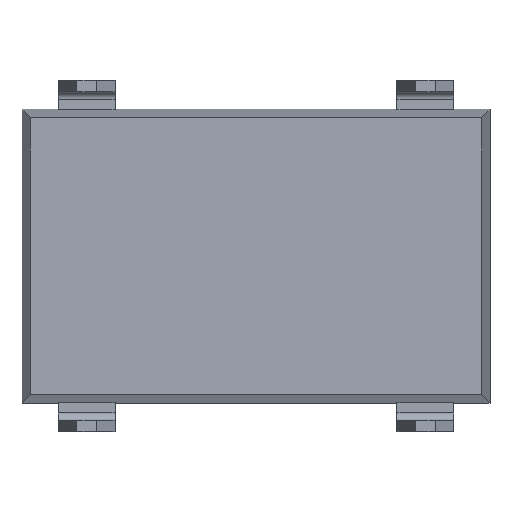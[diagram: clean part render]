
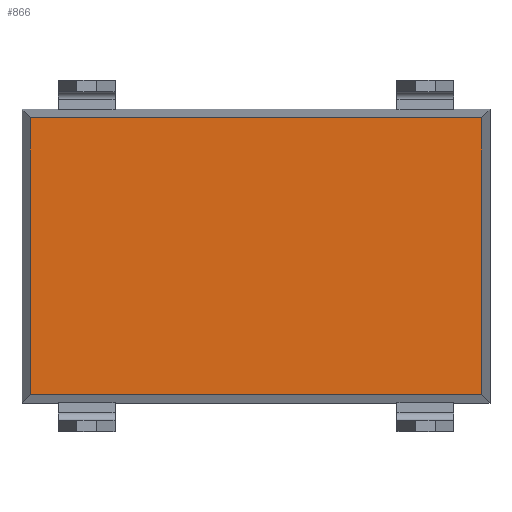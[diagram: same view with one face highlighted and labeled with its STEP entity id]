
A CAD part, top view. The second image highlights one B-rep face of the part: STEP entity #866.
In plain terms, the highlighted planar face has unit normal (0, 0, 1).
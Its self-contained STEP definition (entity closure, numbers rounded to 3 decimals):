
#1 = VECTOR ( 'NONE', #434, 1000. ) ;
#126 = CARTESIAN_POINT ( 'NONE',  ( 5.065, 3.1, -0.9 ) ) ;
#162 = CARTESIAN_POINT ( 'NONE',  ( 5.25, 3.1, -0.9 ) ) ;
#286 = PLANE ( 'NONE',  #2853 ) ;
#434 = DIRECTION ( 'NONE',  ( 0., -1., 0. ) ) ;
#573 = LINE ( 'NONE', #1932, #1169 ) ;
#766 = FACE_OUTER_BOUND ( 'NONE', #1941, .T. ) ;
#825 = CARTESIAN_POINT ( 'NONE',  ( -5.065, 3.1, -0.9 ) ) ;
#866 = ADVANCED_FACE ( 'NONE', ( #766 ), #286, .F. ) ;
#1010 = DIRECTION ( 'NONE',  ( 0., -1., 0. ) ) ;
#1103 = ORIENTED_EDGE ( 'NONE', *, *, #2953, .T. ) ;
#1169 = VECTOR ( 'NONE', #1906, 1000. ) ;
#1351 = EDGE_CURVE ( 'NONE', #2336, #2723, #2828, .T. ) ;
#1456 = LINE ( 'NONE', #162, #2898 ) ;
#1527 = EDGE_CURVE ( 'NONE', #2710, #2639, #2873, .T. ) ;
#1577 = CARTESIAN_POINT ( 'NONE',  ( 5.065, -3.1, -0.9 ) ) ;
#1608 = CARTESIAN_POINT ( 'NONE',  ( 5.065, 3.1, -0.9 ) ) ;
#1655 = DIRECTION ( 'NONE',  ( -1., 0., 0. ) ) ;
#1906 = DIRECTION ( 'NONE',  ( -1., 0., 0. ) ) ;
#1932 = CARTESIAN_POINT ( 'NONE',  ( 5.25, -3.1, -0.9 ) ) ;
#1941 = EDGE_LOOP ( 'NONE', ( #2658, #1103, #2434, #2017 ) ) ;
#1965 = CARTESIAN_POINT ( 'NONE',  ( -5.065, -3.1, -0.9 ) ) ;
#2017 = ORIENTED_EDGE ( 'NONE', *, *, #2929, .F. ) ;
#2088 = DIRECTION ( 'NONE',  ( 0., 0., -1. ) ) ;
#2245 = CARTESIAN_POINT ( 'NONE',  ( -5.065, 3.1, -0.9 ) ) ;
#2322 = VECTOR ( 'NONE', #1010, 1000. ) ;
#2336 = VERTEX_POINT ( 'NONE', #1608 ) ;
#2434 = ORIENTED_EDGE ( 'NONE', *, *, #1527, .T. ) ;
#2638 = DIRECTION ( 'NONE',  ( -1., 0., 0. ) ) ;
#2639 = VERTEX_POINT ( 'NONE', #1965 ) ;
#2658 = ORIENTED_EDGE ( 'NONE', *, *, #1351, .F. ) ;
#2710 = VERTEX_POINT ( 'NONE', #2245 ) ;
#2723 = VERTEX_POINT ( 'NONE', #1577 ) ;
#2806 = CARTESIAN_POINT ( 'NONE',  ( 5.25, 3.1, -0.9 ) ) ;
#2828 = LINE ( 'NONE', #126, #2322 ) ;
#2853 = AXIS2_PLACEMENT_3D ( 'NONE', #2806, #2088, #1655 ) ;
#2873 = LINE ( 'NONE', #825, #1 ) ;
#2898 = VECTOR ( 'NONE', #2638, 1000. ) ;
#2929 = EDGE_CURVE ( 'NONE', #2723, #2639, #573, .T. ) ;
#2953 = EDGE_CURVE ( 'NONE', #2336, #2710, #1456, .T. ) ;
